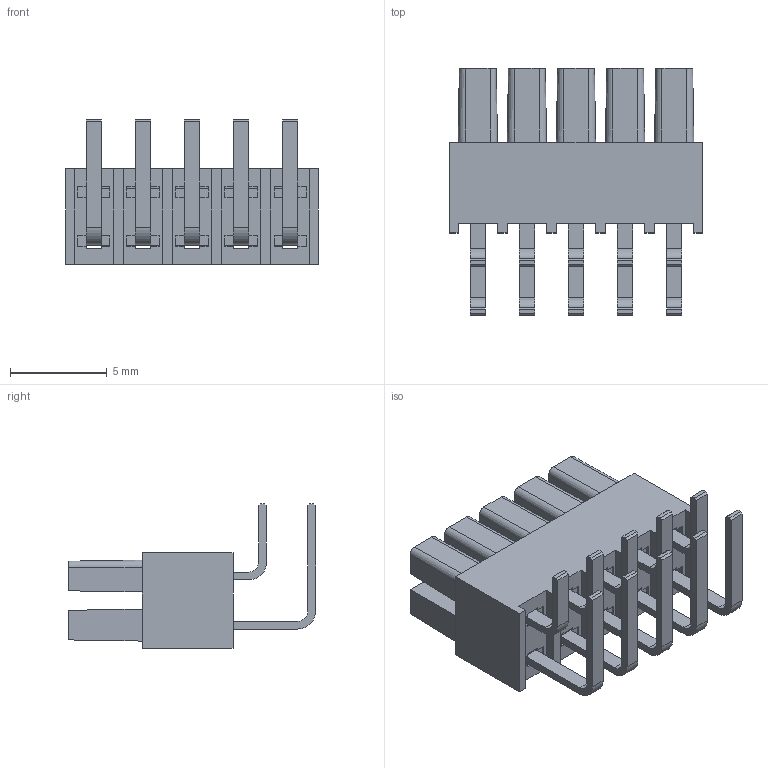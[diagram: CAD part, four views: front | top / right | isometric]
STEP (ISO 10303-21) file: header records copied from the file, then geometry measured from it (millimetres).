
FILE_DESCRIPTION(/* description */ ('STEP AP214'),/* implementation_level */ '2;1');
FILE_NAME(/* name */ 'IPS1-105-01-L-D-RA',/* time_stamp */ '2024-10-31T00:41:54+01:00',/* author */ ('License CC BY-ND 4.0'),/* organization */ ('CADENAS'),/* preprocessor_version */ 'ST-DEVELOPER v19.3',/* originating_system */ 'PARTsolutions',/* authorisation */ ' ');
FILE_SCHEMA (('AUTOMOTIVE_DESIGN {1 0 10303 214 3 1 1}'));
Length unit declared in the file: inch
Products named in the file (3): IPS1-105-01-L-D-RA; IPS1-105-01-L-D-RAt; IPS1-105-01-L-D-RA_pin
Assembly tree (2 placements, depth 2):
  IPS1-105-01-L-D-RA
    IPS1-105-01-L-D-RAt
    IPS1-105-01-L-D-RA_pin
Bounding box: 13.08 x 12.78 x 7.49 mm (x, y, z)
Volume: 344.3 mm3; surface area: 1202.9 mm2
Topology: 2 solids, 2 shells, 308 faces, 882 edges, 588 vertices
Faces by surface type: plane 278, cylinder 20, cone 10
Entity records: 10024 total; most frequent: CARTESIAN_POINT 1781, ORIENTED_EDGE 1764, DIRECTION 1564, EDGE_CURVE 882, LINE 822, VECTOR 822, VERTEX_POINT 588, AXIS2_PLACEMENT_3D 371
